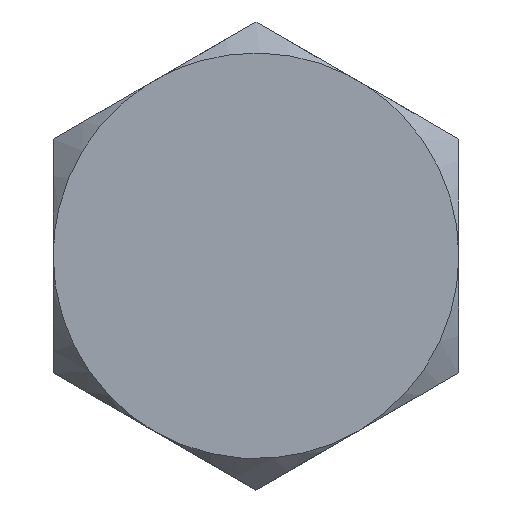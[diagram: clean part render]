
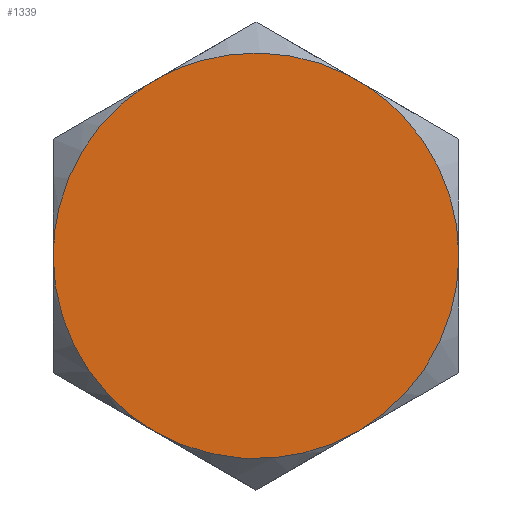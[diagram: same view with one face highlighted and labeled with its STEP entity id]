
A CAD part, left-side view. The second image highlights one B-rep face of the part: STEP entity #1339.
In plain terms, the highlighted free-form (B-spline) face has degree [1, 1] with [2, 2] control points.
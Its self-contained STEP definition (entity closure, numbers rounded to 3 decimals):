
#778=CARTESIAN_POINT('',(0.0,3.551,5.459));
#779=VERTEX_POINT('',#778);
#800=CARTESIAN_POINT('',(0.0,6.5,0.032));
#801=VERTEX_POINT('',#800);
#821=CARTESIAN_POINT('',(0.0,3.551,5.459));
#822=CARTESIAN_POINT('',(0.0,6.491,3.542));
#823=CARTESIAN_POINT('',(0.0,6.5,0.032));
#831=(BOUNDED_CURVE()B_SPLINE_CURVE(2,(#821,#822,#823),.UNSPECIFIED.,.F.,.U.)CURVE()GEOMETRIC_REPRESENTATION_ITEM()QUASI_UNIFORM_CURVE()RATIONAL_B_SPLINE_CURVE((1.0,0.88,1.0))REPRESENTATION_ITEM(''));
#832=EDGE_CURVE('',#779,#801,#831,.T.);
#851=CARTESIAN_POINT('',(0.0,6.5,-0.002));
#852=VERTEX_POINT('',#851);
#872=CARTESIAN_POINT('',(0.0,3.266,-5.605));
#873=VERTEX_POINT('',#872);
#891=CARTESIAN_POINT('',(0.0,6.5,-0.002));
#892=CARTESIAN_POINT('',(0.0,6.49,-3.731));
#893=CARTESIAN_POINT('',(0.0,3.266,-5.605));
#901=(BOUNDED_CURVE()B_SPLINE_CURVE(2,(#891,#892,#893),.UNSPECIFIED.,.F.,.U.)CURVE()GEOMETRIC_REPRESENTATION_ITEM()QUASI_UNIFORM_CURVE()RATIONAL_B_SPLINE_CURVE((1.0,0.867,1.0))REPRESENTATION_ITEM(''));
#902=EDGE_CURVE('',#852,#873,#901,.T.);
#923=CARTESIAN_POINT('',(0.0,-3.23,-5.625));
#924=VERTEX_POINT('',#923);
#942=CARTESIAN_POINT('',(0.0,3.234,-5.623));
#943=VERTEX_POINT('',#942);
#944=CARTESIAN_POINT('',(0.0,3.234,-5.623));
#945=CARTESIAN_POINT('',(0.0,0.002,-7.477));
#946=CARTESIAN_POINT('',(0.0,-3.23,-5.625));
#954=(BOUNDED_CURVE()B_SPLINE_CURVE(2,(#944,#945,#946),.UNSPECIFIED.,.F.,.U.)CURVE()GEOMETRIC_REPRESENTATION_ITEM()QUASI_UNIFORM_CURVE()RATIONAL_B_SPLINE_CURVE((1.0,0.868,1.0))REPRESENTATION_ITEM(''));
#955=EDGE_CURVE('',#943,#924,#954,.T.);
#992=CARTESIAN_POINT('',(0.0,-3.27,-5.603));
#993=VERTEX_POINT('',#992);
#1014=CARTESIAN_POINT('',(0.0,-6.5,-0.002));
#1015=VERTEX_POINT('',#1014);
#1035=CARTESIAN_POINT('',(0.0,-3.27,-5.603));
#1036=CARTESIAN_POINT('',(0.0,-6.49,-3.728));
#1037=CARTESIAN_POINT('',(0.0,-6.5,-0.002));
#1045=(BOUNDED_CURVE()B_SPLINE_CURVE(2,(#1035,#1036,#1037),.UNSPECIFIED.,.F.,.U.)CURVE()GEOMETRIC_REPRESENTATION_ITEM()QUASI_UNIFORM_CURVE()RATIONAL_B_SPLINE_CURVE((1.0,0.868,1.0))REPRESENTATION_ITEM(''));
#1046=EDGE_CURVE('',#993,#1015,#1045,.T.);
#1065=CARTESIAN_POINT('',(0.0,-6.5,0.032));
#1066=VERTEX_POINT('',#1065);
#1086=CARTESIAN_POINT('',(0.0,-3.551,5.459));
#1087=VERTEX_POINT('',#1086);
#1105=CARTESIAN_POINT('',(0.0,-6.5,0.032));
#1106=CARTESIAN_POINT('',(0.0,-6.491,3.541));
#1107=CARTESIAN_POINT('',(0.0,-3.551,5.459));
#1115=(BOUNDED_CURVE()B_SPLINE_CURVE(2,(#1105,#1106,#1107),.UNSPECIFIED.,.F.,.U.)CURVE()GEOMETRIC_REPRESENTATION_ITEM()QUASI_UNIFORM_CURVE()RATIONAL_B_SPLINE_CURVE((1.0,0.88,1.0))REPRESENTATION_ITEM(''));
#1116=EDGE_CURVE('',#1066,#1087,#1115,.T.);
#1135=CARTESIAN_POINT('',(0.0,-2.939,5.813));
#1136=VERTEX_POINT('',#1135);
#1157=CARTESIAN_POINT('',(0.0,2.939,5.813));
#1158=VERTEX_POINT('',#1157);
#1176=CARTESIAN_POINT('',(0.0,-2.939,5.813));
#1177=CARTESIAN_POINT('',(0.0,0.,7.303));
#1178=CARTESIAN_POINT('',(0.0,2.939,5.813));
#1186=(BOUNDED_CURVE()B_SPLINE_CURVE(2,(#1176,#1177,#1178),.UNSPECIFIED.,.F.,.U.)CURVE()GEOMETRIC_REPRESENTATION_ITEM()QUASI_UNIFORM_CURVE()RATIONAL_B_SPLINE_CURVE((1.0,0.892,1.0))REPRESENTATION_ITEM(''));
#1187=EDGE_CURVE('',#1136,#1158,#1186,.T.);
#1296=CARTESIAN_POINT('',(0.0,7.149,-7.134));
#1297=CARTESIAN_POINT('',(0.0,-7.149,-7.134));
#1298=CARTESIAN_POINT('',(0.0,7.149,7.164));
#1299=CARTESIAN_POINT('',(0.0,-7.149,7.164));
#1300=B_SPLINE_SURFACE_WITH_KNOTS('',1,1,((#1296,#1298),(#1297,#1299)),.UNSPECIFIED.,.F.,.F.,.U.,(2,2),(2,2),(0.0,14.299),(0.0,14.299),.UNSPECIFIED.);
#1301=CARTESIAN_POINT('',(0.0,2.939,5.813));
#1302=CARTESIAN_POINT('',(0.0,3.551,5.459));
#1303=QUASI_UNIFORM_CURVE('',1,(#1301,#1302),.UNSPECIFIED.,.F.,.U.);
#1304=EDGE_CURVE('',#1158,#779,#1303,.T.);
#1305=ORIENTED_EDGE('',*,*,#1304,.T.);
#1306=ORIENTED_EDGE('',*,*,#832,.T.);
#1307=CARTESIAN_POINT('',(0.0,6.5,0.032));
#1308=CARTESIAN_POINT('',(0.0,6.5,-0.002));
#1309=QUASI_UNIFORM_CURVE('',1,(#1307,#1308),.UNSPECIFIED.,.F.,.U.);
#1310=EDGE_CURVE('',#801,#852,#1309,.T.);
#1311=ORIENTED_EDGE('',*,*,#1310,.T.);
#1312=ORIENTED_EDGE('',*,*,#902,.T.);
#1313=CARTESIAN_POINT('',(0.0,3.266,-5.605));
#1314=CARTESIAN_POINT('',(0.0,3.234,-5.623));
#1315=QUASI_UNIFORM_CURVE('',1,(#1313,#1314),.UNSPECIFIED.,.F.,.U.);
#1316=EDGE_CURVE('',#873,#943,#1315,.T.);
#1317=ORIENTED_EDGE('',*,*,#1316,.T.);
#1318=ORIENTED_EDGE('',*,*,#955,.T.);
#1319=CARTESIAN_POINT('',(0.0,-3.23,-5.625));
#1320=CARTESIAN_POINT('',(0.0,-3.27,-5.603));
#1321=QUASI_UNIFORM_CURVE('',1,(#1319,#1320),.UNSPECIFIED.,.F.,.U.);
#1322=EDGE_CURVE('',#924,#993,#1321,.T.);
#1323=ORIENTED_EDGE('',*,*,#1322,.T.);
#1324=ORIENTED_EDGE('',*,*,#1046,.T.);
#1325=CARTESIAN_POINT('',(0.0,-6.5,-0.002));
#1326=CARTESIAN_POINT('',(0.0,-6.5,0.032));
#1327=QUASI_UNIFORM_CURVE('',1,(#1325,#1326),.UNSPECIFIED.,.F.,.U.);
#1328=EDGE_CURVE('',#1015,#1066,#1327,.T.);
#1329=ORIENTED_EDGE('',*,*,#1328,.T.);
#1330=ORIENTED_EDGE('',*,*,#1116,.T.);
#1331=CARTESIAN_POINT('',(0.0,-3.551,5.459));
#1332=CARTESIAN_POINT('',(0.0,-2.939,5.813));
#1333=QUASI_UNIFORM_CURVE('',1,(#1331,#1332),.UNSPECIFIED.,.F.,.U.);
#1334=EDGE_CURVE('',#1087,#1136,#1333,.T.);
#1335=ORIENTED_EDGE('',*,*,#1334,.T.);
#1336=ORIENTED_EDGE('',*,*,#1187,.T.);
#1337=EDGE_LOOP('',(#1305,#1306,#1311,#1312,#1317,#1318,#1323,#1324,#1329,#1330,#1335,#1336));
#1338=FACE_OUTER_BOUND('',#1337,.T.);
#1339=ADVANCED_FACE('',(#1338),#1300,.T.);
